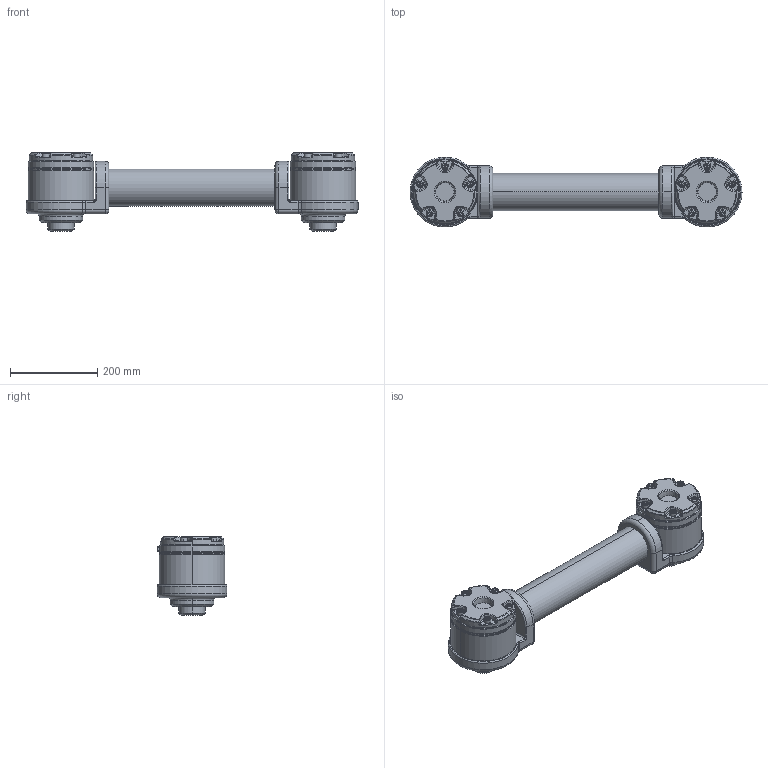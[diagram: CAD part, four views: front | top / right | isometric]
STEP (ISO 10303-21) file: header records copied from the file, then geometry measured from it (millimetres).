
FILE_DESCRIPTION (( 'STEP AP203' ), '1' );
FILE_NAME ('Leg1_Default_sldprt.STEP', '2020-06-17T03:14:22', ( '' ), ( '' ), 'SwSTEP 2.0', 'SolidWorks 2019', '' );
FILE_SCHEMA (( 'CONFIG_CONTROL_DESIGN' ));
Length unit declared in the file: millimetre
Products named in the file (1): Leg1_Default_sldprt
Bounding box: 760 x 159.99 x 180 mm (x, y, z)
Volume: 6665206.2 mm3; surface area: 486695.2 mm2
Topology: 1 solids, 2 shells, 712 faces, 1610 edges, 930 vertices
Faces by surface type: cylinder 218, torus 170, plane 160, bspline 60, cone 58, sphere 46
Entity records: 21105 total; most frequent: CARTESIAN_POINT 5735, DIRECTION 3304, ORIENTED_EDGE 3212, EDGE_CURVE 1606, AXIS2_PLACEMENT_3D 1367, VERTEX_POINT 930, EDGE_LOOP 744, CIRCLE 714
